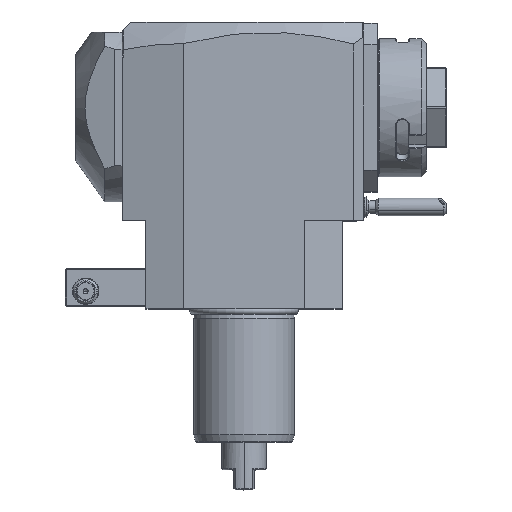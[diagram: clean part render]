
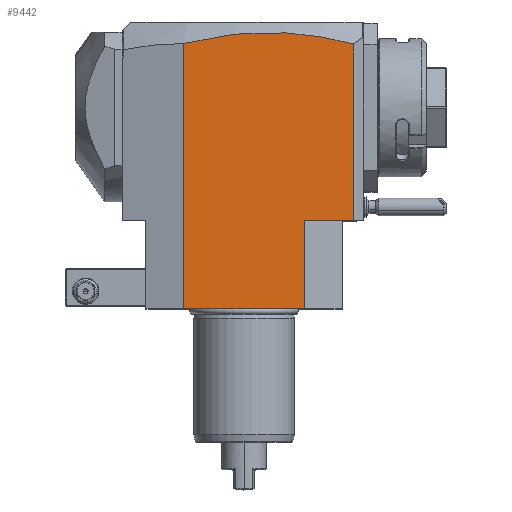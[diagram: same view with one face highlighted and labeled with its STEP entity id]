
A CAD part, top view. The second image highlights one B-rep face of the part: STEP entity #9442.
In plain terms, the highlighted planar face has unit normal (0, 0, 1).
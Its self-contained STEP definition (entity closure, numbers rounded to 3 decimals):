
#2101=DIRECTION('',(0.,-1.,0.));
#2102=VECTOR('',#2101,70.258);
#2103=CARTESIAN_POINT('',(43.5,105.258,37.5));
#2104=LINE('',#2103,#2102);
#2105=DIRECTION('',(-1.,0.,0.));
#2106=VECTOR('',#2105,19.5);
#2107=CARTESIAN_POINT('',(43.5,35.,37.5));
#2108=LINE('',#2107,#2106);
#2109=CARTESIAN_POINT('',(-24.,105.435,37.5));
#2110=CARTESIAN_POINT('',(-18.371,106.939,37.5));
#2111=CARTESIAN_POINT('',(-7.115,109.162,37.5));
#2112=CARTESIAN_POINT('',(9.762,110.233,37.5));
#2113=CARTESIAN_POINT('',(26.635,109.072,37.5));
#2114=CARTESIAN_POINT('',(37.879,106.791,37.5));
#2115=CARTESIAN_POINT('',(43.5,105.258,37.5));
#2179=DIRECTION('',(0.,-1.,0.));
#2180=VECTOR('',#2179,105.435);
#2181=CARTESIAN_POINT('',(-24.,105.435,37.5));
#2182=LINE('',#2181,#2180);
#2199=DIRECTION('',(-1.,0.,0.));
#2200=VECTOR('',#2199,48.);
#2201=CARTESIAN_POINT('',(24.,0.,37.5));
#2202=LINE('',#2201,#2200);
#4577=DIRECTION('',(0.,1.,0.));
#4578=VECTOR('',#4577,35.);
#4579=CARTESIAN_POINT('',(24.,0.,37.5));
#4580=LINE('',#4579,#4578);
#6994=VERTEX_POINT('',#2109);
#6995=VERTEX_POINT('',#2115);
#7337=CARTESIAN_POINT('',(43.5,35.,37.5));
#7338=VERTEX_POINT('',#7337);
#7379=CARTESIAN_POINT('',(24.,0.,37.5));
#7380=VERTEX_POINT('',#7379);
#7381=CARTESIAN_POINT('',(-24.,0.,37.5));
#7382=VERTEX_POINT('',#7381);
#7509=CARTESIAN_POINT('',(24.,35.,37.5));
#7510=VERTEX_POINT('',#7509);
#9424=CARTESIAN_POINT('',(-39.202,35.,37.5));
#9425=DIRECTION('',(0.,0.,1.));
#9426=DIRECTION('',(1.,0.,0.));
#9427=AXIS2_PLACEMENT_3D('',#9424,#9425,#9426);
#9428=PLANE('',#9427);
#9430=ORIENTED_EDGE('',*,*,#9429,.T.);
#9431=ORIENTED_EDGE('',*,*,#9408,.T.);
#9433=ORIENTED_EDGE('',*,*,#9432,.F.);
#9435=ORIENTED_EDGE('',*,*,#9434,.T.);
#9437=ORIENTED_EDGE('',*,*,#9436,.F.);
#9439=ORIENTED_EDGE('',*,*,#9438,.T.);
#9440=EDGE_LOOP('',(#9430,#9431,#9433,#9435,#9437,#9439));
#9441=FACE_OUTER_BOUND('',#9440,.F.);
#2116=B_SPLINE_CURVE_WITH_KNOTS('',3,(#2109,#2110,#2111,#2112,#2113,#2114,
#2115),.UNSPECIFIED.,.F.,.F.,(4,1,1,1,4),(0.,0.25,0.5,0.75,1.),
.UNSPECIFIED.);
#9408=EDGE_CURVE('',#7338,#7510,#2108,.T.);
#9429=EDGE_CURVE('',#6995,#7338,#2104,.T.);
#9432=EDGE_CURVE('',#7380,#7510,#4580,.T.);
#9434=EDGE_CURVE('',#7380,#7382,#2202,.T.);
#9436=EDGE_CURVE('',#6994,#7382,#2182,.T.);
#9438=EDGE_CURVE('',#6994,#6995,#2116,.T.);
#9442=ADVANCED_FACE('',(#9441),#9428,.T.);
